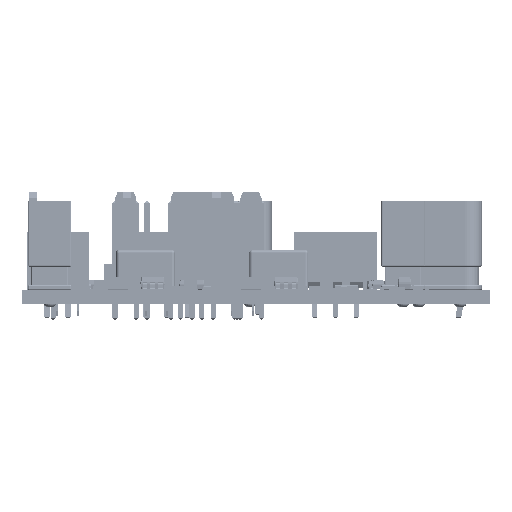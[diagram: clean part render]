
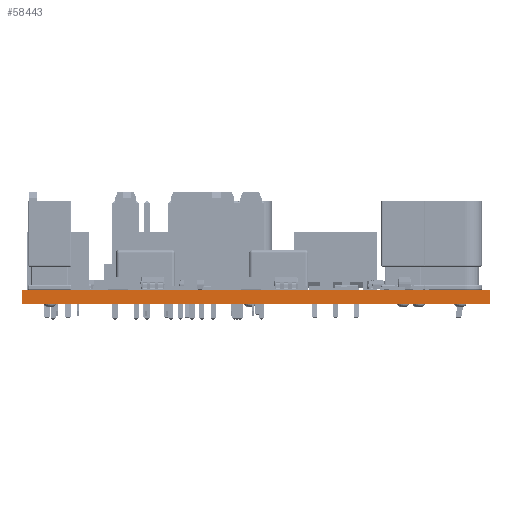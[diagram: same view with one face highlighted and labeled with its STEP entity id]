
A CAD part, front view. The second image highlights one B-rep face of the part: STEP entity #58443.
In plain terms, the highlighted planar face has unit normal (0, -1, 0).
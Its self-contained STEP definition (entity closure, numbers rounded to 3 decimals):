
#58443 = ADVANCED_FACE('',(#58444),#58478,.T.);
#58444 = FACE_BOUND('',#58445,.T.);
#58445 = EDGE_LOOP('',(#58446,#58456,#58464,#58472));
#58446 = ORIENTED_EDGE('',*,*,#58447,.T.);
#58447 = EDGE_CURVE('',#58448,#58450,#58452,.T.);
#58448 = VERTEX_POINT('',#58449);
#58449 = CARTESIAN_POINT('',(28.,-71.05,0.));
#58450 = VERTEX_POINT('',#58451);
#58451 = CARTESIAN_POINT('',(28.,-71.05,1.564));
#58452 = LINE('',#58453,#58454);
#58453 = CARTESIAN_POINT('',(28.,-71.05,0.));
#58454 = VECTOR('',#58455,1.);
#58455 = DIRECTION('',(0.,0.,1.));
#58456 = ORIENTED_EDGE('',*,*,#58457,.T.);
#58457 = EDGE_CURVE('',#58450,#58458,#58460,.T.);
#58458 = VERTEX_POINT('',#58459);
#58459 = CARTESIAN_POINT('',(-28.,-71.05,1.564));
#58460 = LINE('',#58461,#58462);
#58461 = CARTESIAN_POINT('',(28.,-71.05,1.564));
#58462 = VECTOR('',#58463,1.);
#58463 = DIRECTION('',(-1.,0.,0.));
#58464 = ORIENTED_EDGE('',*,*,#58465,.F.);
#58465 = EDGE_CURVE('',#58466,#58458,#58468,.T.);
#58466 = VERTEX_POINT('',#58467);
#58467 = CARTESIAN_POINT('',(-28.,-71.05,0.));
#58468 = LINE('',#58469,#58470);
#58469 = CARTESIAN_POINT('',(-28.,-71.05,0.));
#58470 = VECTOR('',#58471,1.);
#58471 = DIRECTION('',(0.,0.,1.));
#58472 = ORIENTED_EDGE('',*,*,#58473,.F.);
#58473 = EDGE_CURVE('',#58448,#58466,#58474,.T.);
#58474 = LINE('',#58475,#58476);
#58475 = CARTESIAN_POINT('',(28.,-71.05,0.));
#58476 = VECTOR('',#58477,1.);
#58477 = DIRECTION('',(-1.,0.,0.));
#58478 = PLANE('',#58479);
#58479 = AXIS2_PLACEMENT_3D('',#58480,#58481,#58482);
#58480 = CARTESIAN_POINT('',(28.,-71.05,0.));
#58481 = DIRECTION('',(0.,-1.,0.));
#58482 = DIRECTION('',(-1.,0.,0.));
